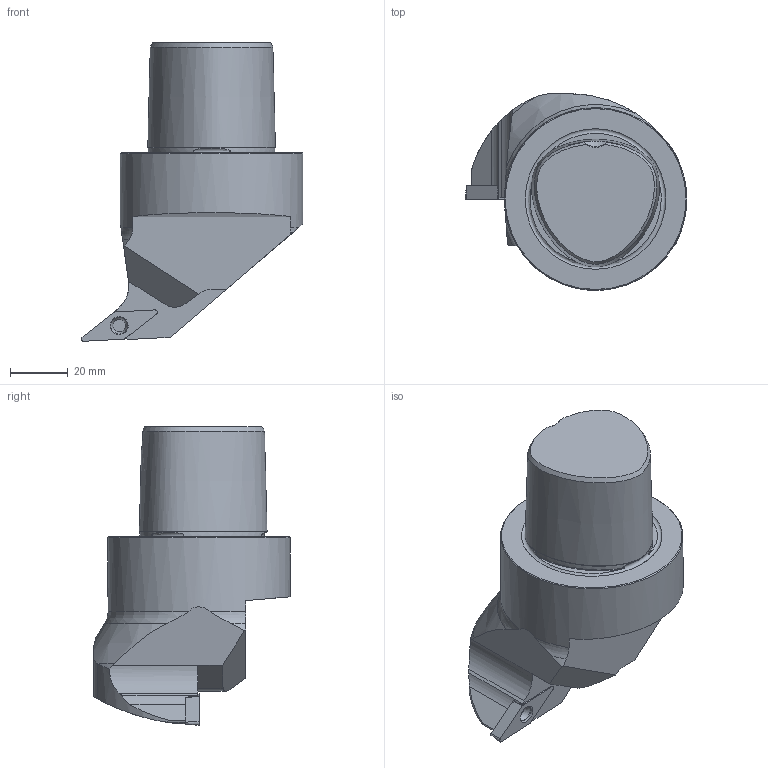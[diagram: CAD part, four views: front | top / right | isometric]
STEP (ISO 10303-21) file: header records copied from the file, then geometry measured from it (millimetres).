
FILE_DESCRIPTION(/* description */ (''),/* implementation_level */ '2;1');
FILE_NAME(/* name */ '1527081170609.stp',/* time_stamp */ '2018-05-23T15:12:57+02:00',/* author */ (''),/* organization */ ('SMS'),/* preprocessor_version */ 'ST-DEVELOPER v15',/* originating_system */ 'SIEMENS PLM Software NX 8.5',/* authorisation */ '');
FILE_SCHEMA (('AUTOMOTIVE_DESIGN { 1 0 10303 214 3 1 1 1 }'));
Length unit declared in the file: millimetre
Products named in the file (4): ASSEMBLY_CONSTRUCTION; 201660036mod000_00; IsoTurningInsert; 201660025mod000_00
Assembly tree (3 placements, depth 2):
  201660025mod000_00
    IsoTurningInsert
    201660036mod000_00
    ASSEMBLY_CONSTRUCTION
Bounding box: 76.5 x 67.91 x 103 mm (x, y, z)
Volume: 194573.9 mm3; surface area: 22243.6 mm2
Topology: 2 solids, 2 shells, 73 faces, 201 edges, 139 vertices
Faces by surface type: plane 31, cylinder 15, cone 13, bspline 8, torus 6
Full cylindrical faces by diameter (mm): 4.4 x1, 63 x1
Entity records: 4953 total; most frequent: CARTESIAN_POINT 3054, ORIENTED_EDGE 368, DIRECTION 348, EDGE_CURVE 184, AXIS2_PLACEMENT_3D 139, VERTEX_POINT 126, EDGE_LOOP 86, ADVANCED_FACE 73
